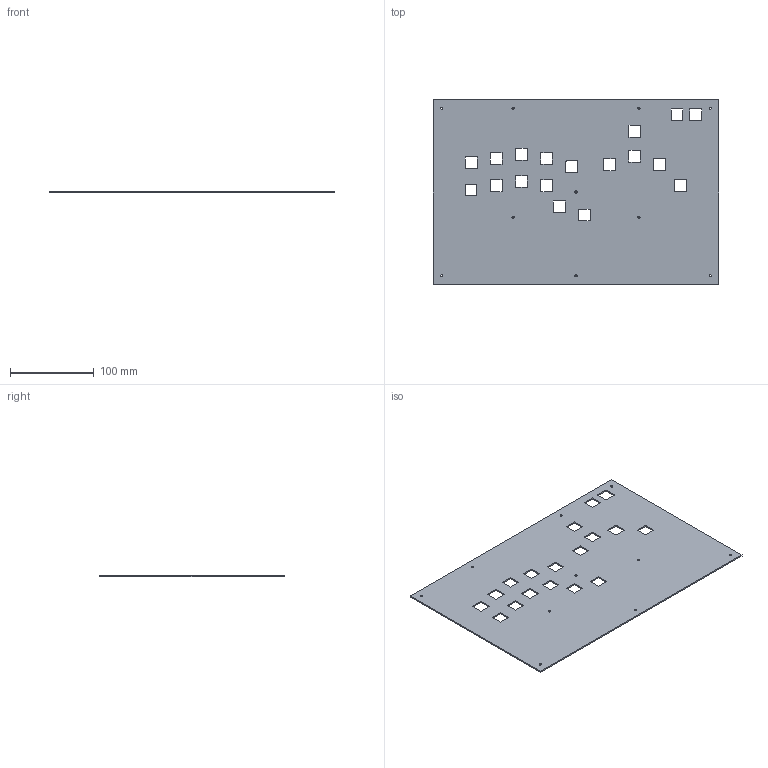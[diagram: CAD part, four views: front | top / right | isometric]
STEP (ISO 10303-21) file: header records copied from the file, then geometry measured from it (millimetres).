
FILE_DESCRIPTION(('KiCad electronic assembly'),'2;1');
FILE_NAME('mainboard_top_plate.step','2024-06-18T23:37:17',('Pcbnew'),( 'Kicad'),'Open CASCADE STEP processor 7.8','KiCad to STEP converter' ,'Unknown');
FILE_SCHEMA(('AUTOMOTIVE_DESIGN { 1 0 10303 214 1 1 1 1 }'));
Length unit declared in the file: millimetre
Products named in the file (2): mainboard_top_plate 1; mainboard_top_plate_PCB
Assembly tree (1 placements, depth 2):
  mainboard_top_plate 1
    mainboard_top_plate_PCB
Bounding box: 340 x 220 x 1.6 mm (x, y, z)
Volume: 113944.6 mm3; surface area: 145961.4 mm2
Topology: 1 solids, 1 shells, 160 faces, 474 edges, 316 vertices
Faces by surface type: cylinder 82, plane 78
Full cylindrical faces by diameter (mm): 2.7 x10
Entity records: 5551 total; most frequent: DIRECTION 962, CARTESIAN_POINT 952, ORIENTED_EDGE 948, EDGE_CURVE 474, AXIS2_PLACEMENT_3D 326, VERTEX_POINT 316, LINE 310, VECTOR 310
